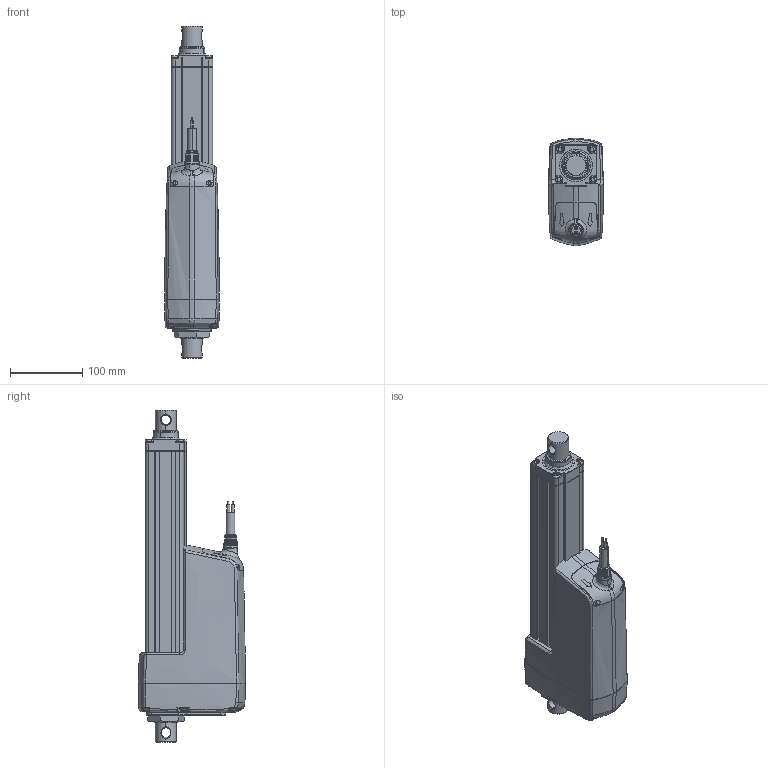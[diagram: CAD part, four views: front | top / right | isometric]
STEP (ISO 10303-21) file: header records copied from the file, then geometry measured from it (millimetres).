
FILE_DESCRIPTION (( 'STEP AP214' ), '1' );
FILE_NAME ('PA-HD3B.STEP', '2025-04-24T17:29:21', ( '' ), ( '' ), 'SwSTEP 2.0', 'SolidWorks 2018', '' );
FILE_SCHEMA (( 'AUTOMOTIVE_DESIGN' ));
Length unit declared in the file: millimetre
Products named in the file (4): PA-HD3B; FE Mount; Housing; SR Enclosure
Assembly tree (3 placements, depth 2):
  PA-HD3B
    Housing
    SR Enclosure
    FE Mount
Bounding box: 76.05 x 148.46 x 459.5 mm (x, y, z)
Surface area: 328850.4 mm2 (no closed solid volume)
Topology: 0 solids, 51 shells, 1008 faces, 3282 edges, 2305 vertices
Faces by surface type: plane 429, bspline 261, cylinder 247, cone 45, torus 26
Entity records: 75300 total; most frequent: CARTESIAN_POINT 40137, ORIENTED_EDGE 5436, DIRECTION 4516, EDGE_CURVE 3269, VERTEX_POINT 2305, AXIS2_PLACEMENT_3D 1609, LINE 1298, VECTOR 1298
